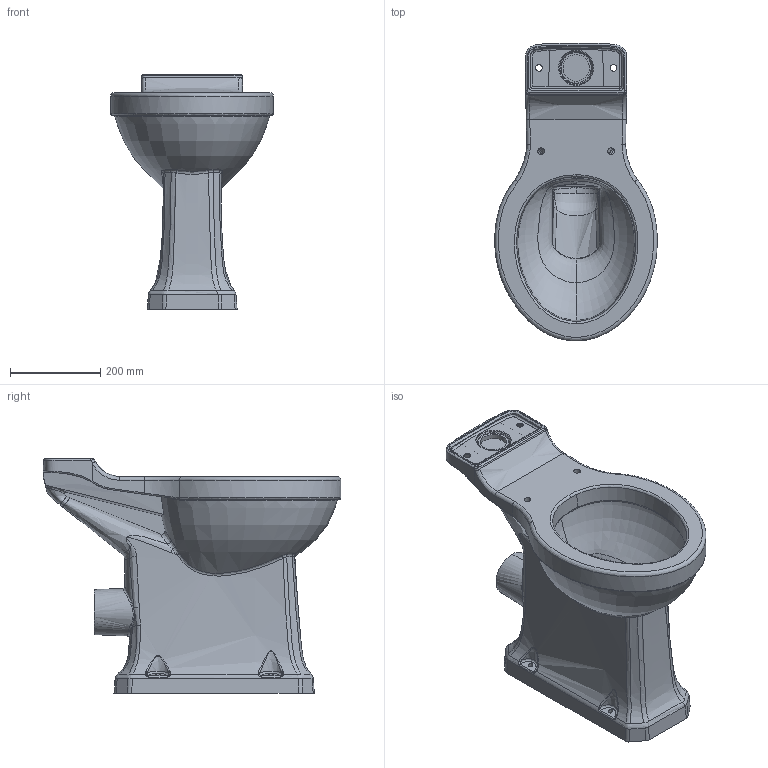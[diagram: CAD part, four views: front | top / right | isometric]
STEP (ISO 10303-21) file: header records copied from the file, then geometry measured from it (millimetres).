
FILE_DESCRIPTION(/* description */ (''),/* implementation_level */ '2;1');
FILE_NAME(/* name */ 'C245HP',/* time_stamp */ '2020-10-29T03:21:26+08:00',/* author */ (''),/* organization */ (''),/* preprocessor_version */ 'ST-DEVELOPER v15',/* originating_system */ '',/* authorisation */ '');
FILE_SCHEMA (('AUTOMOTIVE_DESIGN'));
Length unit declared in the file: millimetre
Products named in the file (1): Document
Bounding box: 359.73 x 659.47 x 520 mm (x, y, z)
Volume: 21208811 mm3; surface area: 1250715 mm2
Topology: 1 solids, 1 shells, 303 faces, 766 edges, 473 vertices
Faces by surface type: bspline 277, plane 26
Entity records: 73439 total; most frequent: CARTESIAN_POINT 69227, ORIENTED_EDGE 1532, EDGE_CURVE 766, VERTEX_POINT 473, EDGE_LOOP 319, B_SPLINE_CURVE_WITH_KNOTS 305, ADVANCED_FACE 303, FACE_OUTER_BOUND 303
